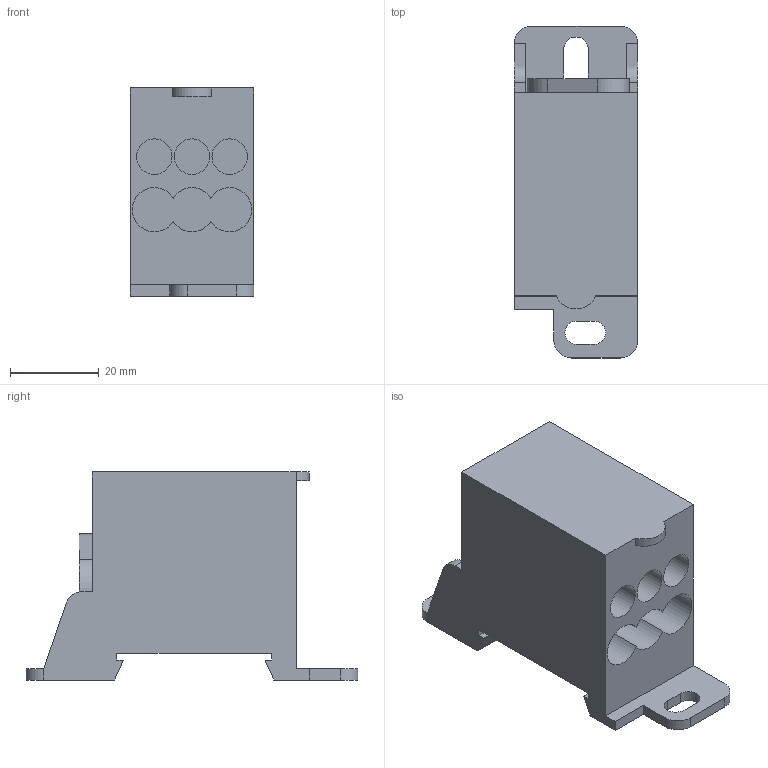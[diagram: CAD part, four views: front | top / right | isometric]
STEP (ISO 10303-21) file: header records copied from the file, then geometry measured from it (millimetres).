
FILE_DESCRIPTION (( 'STEP AP203' ), '1' );
FILE_NAME ('RBD-125 Ðàñïðåäåëèòåëüíûé áëîê íà DIN-ðåéêó ÐÁÄ-125À.STEP', '2016-09-16T11:48:07', ( '' ), ( '' ), 'SwSTEP 2.0', 'SolidWorks 2014', '' );
FILE_SCHEMA (( 'CONFIG_CONTROL_DESIGN' ));
Length unit declared in the file: millimetre
Products named in the file (1): RBD-125 Ðàñïðåäåëèòåëüíûé áëîê íà DIN-ðåéêó ÐÁÄ-125À
Bounding box: 28 x 75 x 47 mm (x, y, z)
Volume: 46904.5 mm3; surface area: 15584.6 mm2
Topology: 1 solids, 1 shells, 61 faces, 157 edges, 104 vertices
Faces by surface type: plane 40, cylinder 21
Full cylindrical faces by diameter (mm): 8 x3, 9 x1, 15 x1
Entity records: 1917 total; most frequent: DIRECTION 318, CARTESIAN_POINT 318, ORIENTED_EDGE 304, EDGE_CURVE 152, VECTOR 110, LINE 110, VERTEX_POINT 104, AXIS2_PLACEMENT_3D 104
